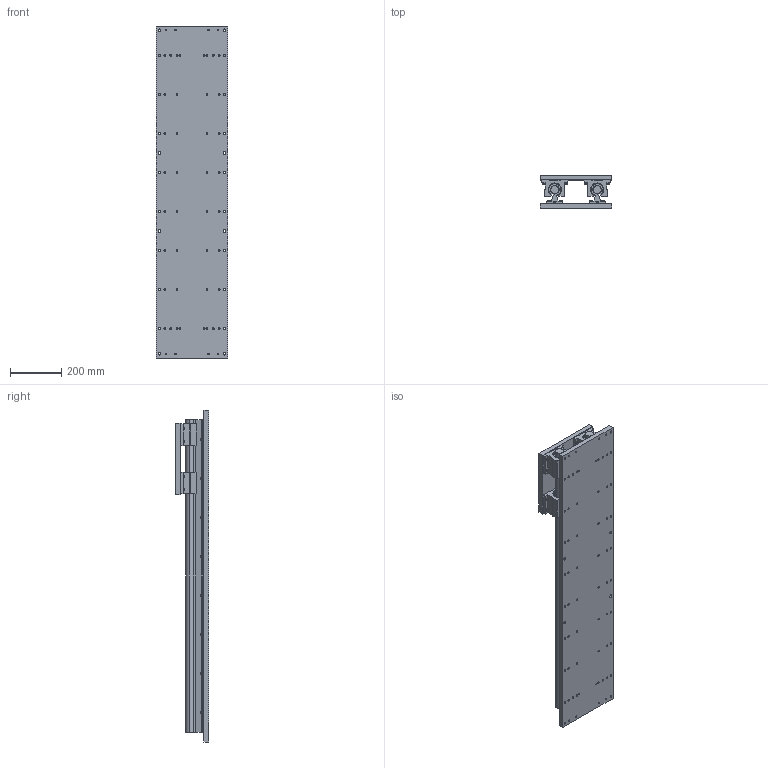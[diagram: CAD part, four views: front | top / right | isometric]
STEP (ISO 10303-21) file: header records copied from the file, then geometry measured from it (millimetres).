
FILE_DESCRIPTION (( 'STEP AP214' ), '1' );
FILE_NAME ('LinearSlide2_4B9812F1F6.step', '2022-08-22T21:21:29', ( '' ), ( '' ), 'SwSTEP 2.0', 'SolidWorks 2019', '' );
FILE_SCHEMA (( 'AUTOMOTIVE_DESIGN' ));
Length unit declared in the file: inch
Products named in the file (5): r0tziwYxRX_CADModel_1; r0tziwYxRX_CADModel_0; LinearSlide2_4B9812F1F6
Assembly tree (2 placements, depth 2):
  r0tziwYxRX_CADModel_1
  r0tziwYxRX_CADModel_0
  LinearSlide2_4B9812F1F6
    r0tziwYxRX_CADModel_1
    r0tziwYxRX_CADModel_0
Bounding box: 279.4 x 130.18 x 1295.4 mm (x, y, z)
Volume: 13950388.6 mm3; surface area: 2173942.8 mm2
Topology: 102 solids, 102 shells, 3043 faces, 7272 edges, 4432 vertices
Faces by surface type: plane 1189, cylinder 1034, cone 644, torus 96, sphere 64, bspline 16
Entity records: 132671 total; most frequent: CARTESIAN_POINT 19885, DIRECTION 15830, ORIENTED_EDGE 14288, EDGE_CURVE 7144, AXIS2_PLACEMENT_3D 6145, VERTEX_POINT 4432, LINE 3540, VECTOR 3540
